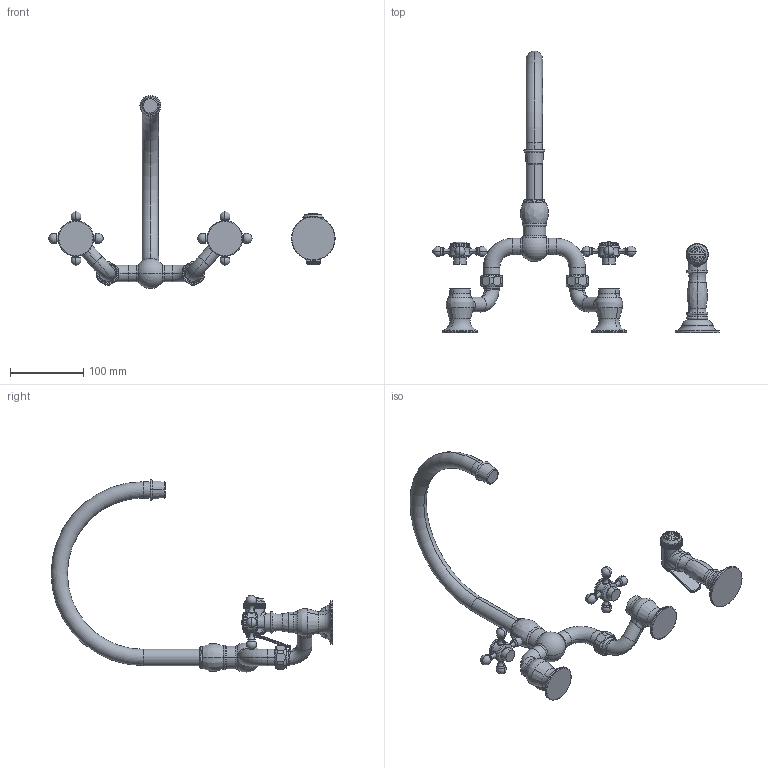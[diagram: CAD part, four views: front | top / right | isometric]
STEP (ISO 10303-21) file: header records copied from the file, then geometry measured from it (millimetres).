
FILE_DESCRIPTION((''),'2;1');
FILE_NAME('9460','2021-02-26T11:03:37',('rsmith'),(''),'CREO PARAMETRIC BY PTC INC, 2018400','CREO PARAMETRIC BY PTC INC, 2018400','');
FILE_SCHEMA(('AUTOMOTIVE_DESIGN { 1 0 10303 214 1 1 1 1 }'));
Length unit declared in the file: inch
Products named in the file (1): 9460
Bounding box: 390.72 x 384.4 x 263.32 mm (x, y, z)
Volume: 625968.9 mm3; surface area: 123229.2 mm2
Topology: 4 solids, 7 shells, 1093 faces, 2818 edges, 1763 vertices
Faces by surface type: plane 404, cylinder 327, torus 147, bspline 97, cone 72, sphere 38, extrusion 8
Entity records: 63849 total; most frequent: CARTESIAN_POINT 19677, ORIENTED_EDGE 5592, DIRECTION 5451, PRESENTATION_STYLE_ASSIGNMENT 3820, STYLED_ITEM 2808, CURVE_STYLE 2796, EDGE_CURVE 2796, AXIS2_PLACEMENT_3D 2189
